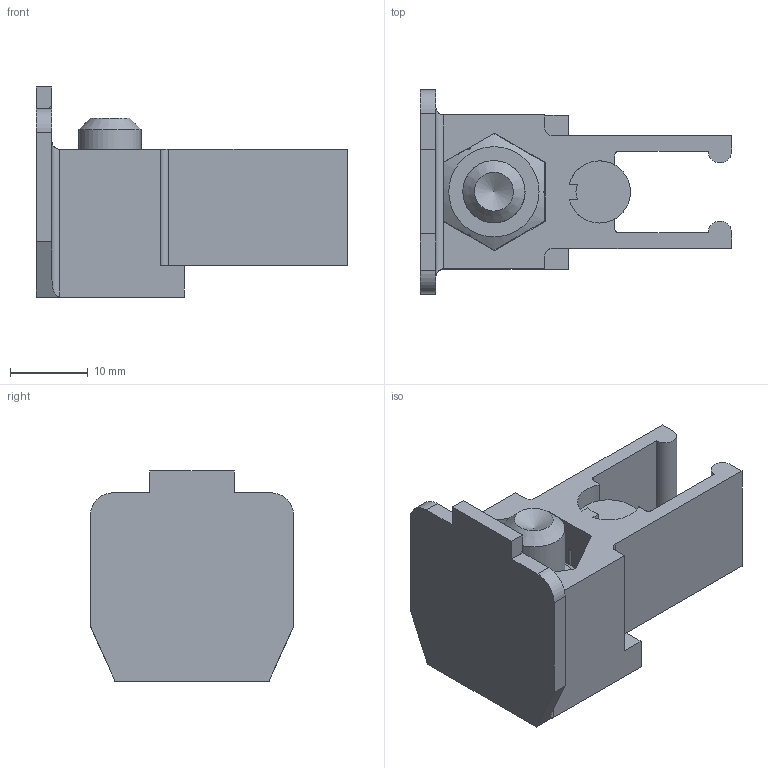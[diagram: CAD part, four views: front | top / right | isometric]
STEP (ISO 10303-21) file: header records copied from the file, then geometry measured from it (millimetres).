
FILE_DESCRIPTION(/* description */ (''),/* implementation_level */ '2;1');
FILE_NAME(/* name */ '10213XA2.stp',/* time_stamp */ '2019-06-19T10:39:53+02:00',/* author */ ('DBARI'),/* organization */ (''),/* preprocessor_version */ 'ST-DEVELOPER v17.2',/* originating_system */ 'Autodesk Inventor 2019',/* authorisation */ '');
FILE_SCHEMA (('AUTOMOTIVE_DESIGN { 1 0 10303 214 3 1 1 }'));
Length unit declared in the file: millimetre
Products named in the file (5): 10213XA2; 16474; 16455 Butée à pince; 06033; 04690
Assembly tree (4 placements, depth 2):
  10213XA2
    16474
    16455 Butée à pince
    06033
    04690
Bounding box: 40 x 26.2 x 27 mm (x, y, z)
Volume: 8732.2 mm3; surface area: 6243 mm2
Topology: 4 solids, 4 shells, 123 faces, 326 edges, 211 vertices
Faces by surface type: plane 82, cylinder 33, cone 8
Full cylindrical faces by diameter (mm): 6.647 x1, 8 x3
Entity records: 3984 total; most frequent: CARTESIAN_POINT 709, DIRECTION 655, ORIENTED_EDGE 648, EDGE_CURVE 324, LINE 221, VECTOR 221, AXIS2_PLACEMENT_3D 217, VERTEX_POINT 211
